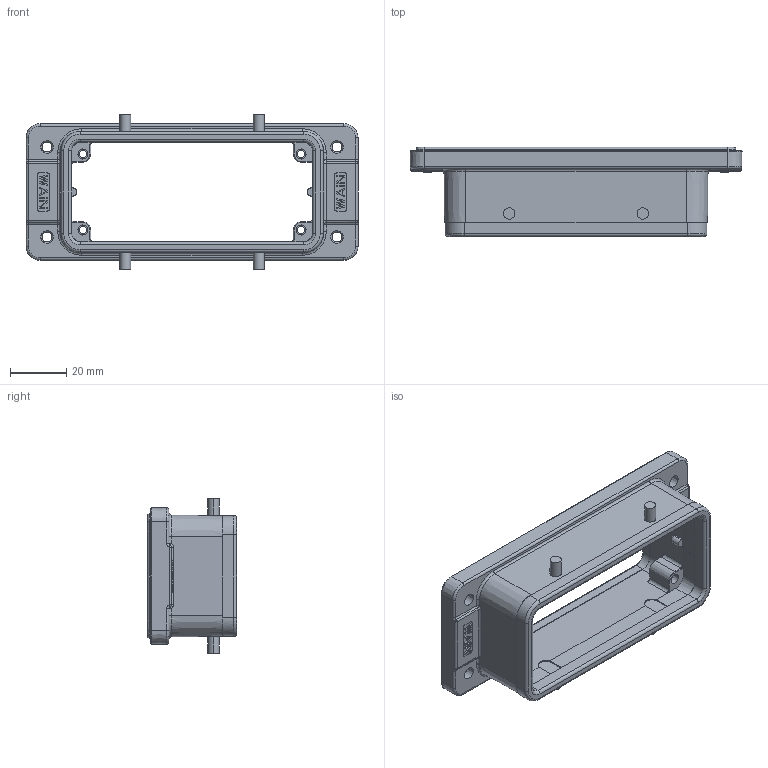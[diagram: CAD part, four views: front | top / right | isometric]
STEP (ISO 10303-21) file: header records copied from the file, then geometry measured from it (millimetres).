
FILE_DESCRIPTION((''),'2;1');
FILE_NAME('H16B-BK-2_2','2017-11-11T',('sy.ji'),(''),'PRO/ENGINEER BY PARAMETRIC TECHNOLOGY CORPORATION, 2014310','PRO/ENGINEER BY PARAMETRIC TECHNOLOGY CORPORATION, 2014310','');
FILE_SCHEMA(('CONFIG_CONTROL_DESIGN'));
Length unit declared in the file: millimetre
Products named in the file (1): H16B-BK-2_2
Bounding box: 117.99 x 31.65 x 55.09 mm (x, y, z)
Volume: 41506.5 mm3; surface area: 29131.5 mm2
Topology: 1 solids, 8 shells, 808 faces, 2224 edges, 1382 vertices
Faces by surface type: plane 336, cylinder 256, cone 86, torus 76, sphere 44, bspline 10
Entity records: 26326 total; most frequent: CARTESIAN_POINT 5710, ORIENTED_EDGE 4360, DIRECTION 4278, EDGE_CURVE 2180, AXIS2_PLACEMENT_3D 1554, VERTEX_POINT 1382, VECTOR 1170, LINE 1170
